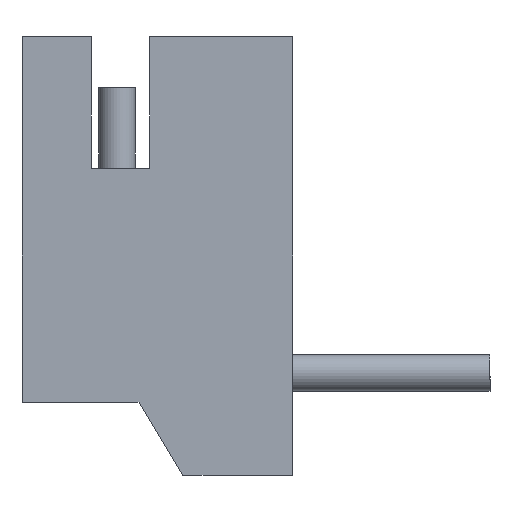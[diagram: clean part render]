
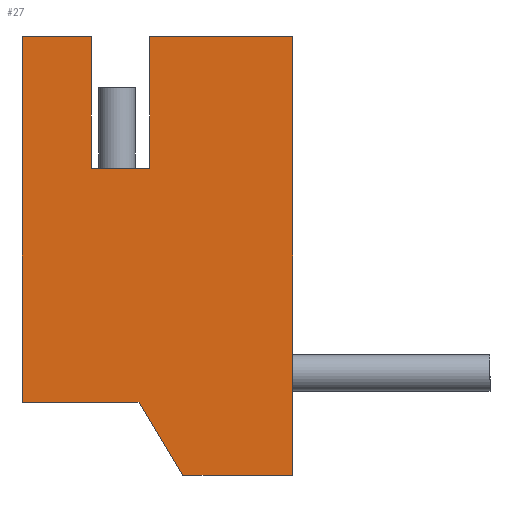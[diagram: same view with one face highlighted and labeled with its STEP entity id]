
A CAD part, left-side view. The second image highlights one B-rep face of the part: STEP entity #27.
In plain terms, the highlighted planar face has unit normal (-1, 0, 0).
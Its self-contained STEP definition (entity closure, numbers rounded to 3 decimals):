
#23 = VERTEX_POINT ( 'NONE', #357 ) ;
#25 = EDGE_CURVE ( 'NONE', #2754, #23, #355, .T. ) ;
#27 = ADVANCED_FACE ( 'NONE', ( #348 ), #333, .F. ) ;
#28 = EDGE_LOOP ( 'NONE', ( #29, #33, #126, #127, #128, #129, #51, #53, #54, #55 ) ) ;
#29 = ORIENTED_EDGE ( 'NONE', *, *, #30, .F. ) ;
#30 = EDGE_CURVE ( 'NONE', #31, #32, #328, .T. ) ;
#31 = VERTEX_POINT ( 'NONE', #324 ) ;
#32 = VERTEX_POINT ( 'NONE', #323 ) ;
#33 = ORIENTED_EDGE ( 'NONE', *, *, #34, .F. ) ;
#34 = EDGE_CURVE ( 'NONE', #2591, #31, #441, .T. ) ;
#49 = EDGE_CURVE ( 'NONE', #2588, #50, #502, .T. ) ;
#50 = VERTEX_POINT ( 'NONE', #498 ) ;
#51 = ORIENTED_EDGE ( 'NONE', *, *, #52, .T. ) ;
#52 = EDGE_CURVE ( 'NONE', #50, #2757, #496, .T. ) ;
#53 = ORIENTED_EDGE ( 'NONE', *, *, #2756, .T. ) ;
#54 = ORIENTED_EDGE ( 'NONE', *, *, #25, .T. ) ;
#55 = ORIENTED_EDGE ( 'NONE', *, *, #56, .F. ) ;
#56 = EDGE_CURVE ( 'NONE', #32, #23, #571, .T. ) ;
#126 = ORIENTED_EDGE ( 'NONE', *, *, #2590, .T. ) ;
#127 = ORIENTED_EDGE ( 'NONE', *, *, #2666, .T. ) ;
#128 = ORIENTED_EDGE ( 'NONE', *, *, #2547, .T. ) ;
#129 = ORIENTED_EDGE ( 'NONE', *, *, #49, .T. ) ;
#323 = CARTESIAN_POINT ( 'NONE',  ( 4.5, -1.75, 5.2 ) ) ;
#324 = CARTESIAN_POINT ( 'NONE',  ( 4.5, -0.95, 5.2 ) ) ;
#325 = DIRECTION ( 'NONE',  ( 0., -1., 0. ) ) ;
#326 = VECTOR ( 'NONE', #325, 1000. ) ;
#327 = CARTESIAN_POINT ( 'NONE',  ( 4.5, -0.95, 5.2 ) ) ;
#328 = LINE ( 'NONE', #327, #326 ) ;
#329 = DIRECTION ( 'NONE',  ( 0., 1., 0. ) ) ;
#330 = DIRECTION ( 'NONE',  ( 1., 0., 0. ) ) ;
#331 = CARTESIAN_POINT ( 'NONE',  ( 4.5, 0., 7. ) ) ;
#332 = AXIS2_PLACEMENT_3D ( 'NONE', #331, #330, #329 ) ;
#333 = PLANE ( 'NONE',  #332 ) ;
#348 = FACE_OUTER_BOUND ( 'NONE', #28, .T. ) ;
#352 = DIRECTION ( 'NONE',  ( 0., 1., 0. ) ) ;
#353 = VECTOR ( 'NONE', #352, 1000. ) ;
#354 = CARTESIAN_POINT ( 'NONE',  ( 4.5, 0., 7. ) ) ;
#355 = LINE ( 'NONE', #354, #353 ) ;
#357 = CARTESIAN_POINT ( 'NONE',  ( 4.5, -1.75, 7. ) ) ;
#438 = DIRECTION ( 'NONE',  ( 0., 0., -1. ) ) ;
#439 = VECTOR ( 'NONE', #438, 1000. ) ;
#440 = CARTESIAN_POINT ( 'NONE',  ( 4.5, -0.95, 7. ) ) ;
#441 = LINE ( 'NONE', #440, #439 ) ;
#493 = DIRECTION ( 'NONE',  ( 0., -1., 0. ) ) ;
#494 = VECTOR ( 'NONE', #493, 1000. ) ;
#495 = CARTESIAN_POINT ( 'NONE',  ( 4.5, -2.2, 1. ) ) ;
#496 = LINE ( 'NONE', #495, #494 ) ;
#498 = CARTESIAN_POINT ( 'NONE',  ( 4.5, -2.2, 1. ) ) ;
#499 = DIRECTION ( 'NONE',  ( 0., -0.514, -0.857 ) ) ;
#500 = VECTOR ( 'NONE', #499, 1000. ) ;
#501 = CARTESIAN_POINT ( 'NONE',  ( 4.5, -1.6, 2. ) ) ;
#502 = LINE ( 'NONE', #501, #500 ) ;
#568 = DIRECTION ( 'NONE',  ( 0., 0., 1. ) ) ;
#569 = VECTOR ( 'NONE', #568, 1000. ) ;
#570 = CARTESIAN_POINT ( 'NONE',  ( 4.5, -1.75, 7. ) ) ;
#571 = LINE ( 'NONE', #570, #569 ) ;
#1742 = DIRECTION ( 'NONE',  ( 0., 1., 0. ) ) ;
#1743 = VECTOR ( 'NONE', #1742, 1000. ) ;
#1744 = CARTESIAN_POINT ( 'NONE',  ( 4.5, 0., 7. ) ) ;
#1745 = LINE ( 'NONE', #1744, #1743 ) ;
#1746 = CARTESIAN_POINT ( 'NONE',  ( 4.5, -1.6, 2. ) ) ;
#1799 = CARTESIAN_POINT ( 'NONE',  ( 4.5, 0., 7. ) ) ;
#1800 = CARTESIAN_POINT ( 'NONE',  ( 4.5, -0.95, 7. ) ) ;
#1862 = CARTESIAN_POINT ( 'NONE',  ( 4.5, 0., 2. ) ) ;
#1863 = DIRECTION ( 'NONE',  ( 0., -1., 0. ) ) ;
#1864 = VECTOR ( 'NONE', #1863, 1000. ) ;
#1865 = CARTESIAN_POINT ( 'NONE',  ( 4.5, 0., 2. ) ) ;
#1866 = LINE ( 'NONE', #1865, #1864 ) ;
#2095 = DIRECTION ( 'NONE',  ( 0., 0., -1. ) ) ;
#2096 = VECTOR ( 'NONE', #2095, 1000. ) ;
#2097 = CARTESIAN_POINT ( 'NONE',  ( 4.5, 0., 2. ) ) ;
#2098 = LINE ( 'NONE', #2097, #2096 ) ;
#2243 = CARTESIAN_POINT ( 'NONE',  ( 4.5, -3.7, 1. ) ) ;
#2244 = DIRECTION ( 'NONE',  ( 0., 0., 1. ) ) ;
#2245 = VECTOR ( 'NONE', #2244, 1000. ) ;
#2246 = CARTESIAN_POINT ( 'NONE',  ( 4.5, -3.7, 2. ) ) ;
#2247 = LINE ( 'NONE', #2246, #2245 ) ;
#2340 = CARTESIAN_POINT ( 'NONE',  ( 4.5, -3.7, 7. ) ) ;
#2547 = EDGE_CURVE ( 'NONE', #2548, #2588, #1866, .T. ) ;
#2548 = VERTEX_POINT ( 'NONE', #1862 ) ;
#2588 = VERTEX_POINT ( 'NONE', #1746 ) ;
#2590 = EDGE_CURVE ( 'NONE', #2591, #2592, #1745, .T. ) ;
#2591 = VERTEX_POINT ( 'NONE', #1800 ) ;
#2592 = VERTEX_POINT ( 'NONE', #1799 ) ;
#2666 = EDGE_CURVE ( 'NONE', #2592, #2548, #2098, .T. ) ;
#2754 = VERTEX_POINT ( 'NONE', #2340 ) ;
#2756 = EDGE_CURVE ( 'NONE', #2757, #2754, #2247, .T. ) ;
#2757 = VERTEX_POINT ( 'NONE', #2243 ) ;
